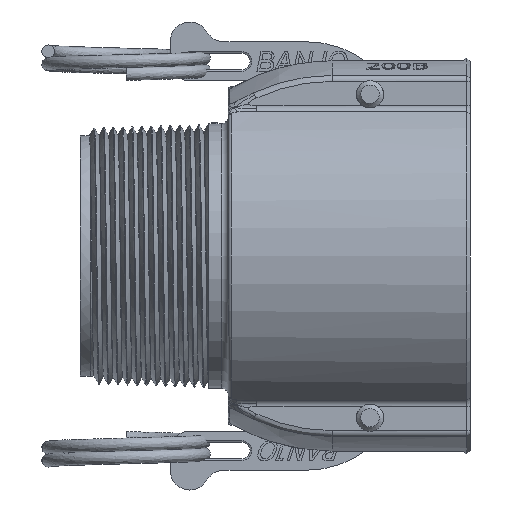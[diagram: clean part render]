
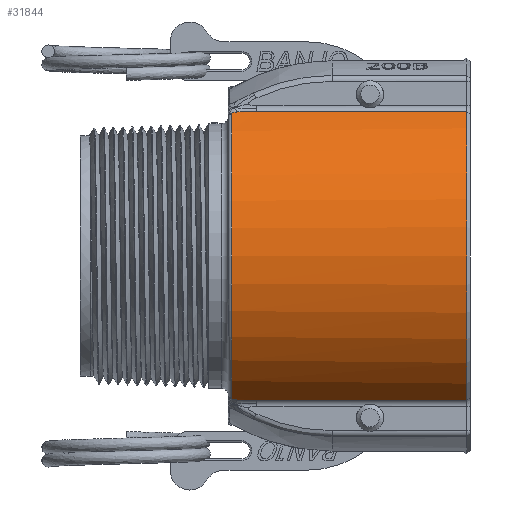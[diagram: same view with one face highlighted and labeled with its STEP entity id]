
A CAD part, front view. The second image highlights one B-rep face of the part: STEP entity #31844.
In plain terms, the highlighted cylindrical face has radius 39.37 mm (diameter 78.74 mm), a partial arc.
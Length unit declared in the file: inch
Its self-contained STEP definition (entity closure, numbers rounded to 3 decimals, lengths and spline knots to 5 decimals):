
#2389=LINE($,#45981,#4549);
#2391=LINE($,#46044,#4551);
#4549=VECTOR($,#36198,1.91868);
#4551=VECTOR($,#36202,1.91868);
#6861=CYLINDRICAL_SURFACE($,#33834,1.55);
#7193=FACE_OUTER_BOUND($,#9018,.T.);
#9018=EDGE_LOOP($,(#22141,#22142,#22143,#22144,#22145,#22146,#22147,#22148));
#10980=CIRCLE($,#33688,1.55);
#11071=CIRCLE($,#33830,1.55);
#11499=B_SPLINE_CURVE_WITH_KNOTS($,3,(#41726,#41727,#41728,#41729,#41730,
#41731),.UNSPECIFIED.,.F.,.F.,(4,2,4),(0.5,0.75,
1.),.UNSPECIFIED.);
#11501=B_SPLINE_CURVE_WITH_KNOTS($,3,(#41792,#41793,#41794,#41795,#41796,
#41797,#41798,#41799,#41800,#41801),.UNSPECIFIED.,.F.,.F.,(4,2,2,2,4),(0.,
0.0625,0.125,0.25,0.5),
 .UNSPECIFIED.);
#11521=B_SPLINE_CURVE_WITH_KNOTS($,3,(#42457,#42458,#42459,#42460,#42461,
#42462,#42463,#42464,#42465,#42466),.UNSPECIFIED.,.F.,.F.,(4,2,2,2,4),(0.5,
0.75,0.875,0.9375,1.),.UNSPECIFIED.);
#11523=B_SPLINE_CURVE_WITH_KNOTS($,3,(#42527,#42528,#42529,#42530,#42531,
#42532),.UNSPECIFIED.,.F.,.F.,(4,2,4),(0.,0.25,0.5),
 .UNSPECIFIED.);
#13330=VERTEX_POINT($,#41717);
#13331=VERTEX_POINT($,#41725);
#13333=VERTEX_POINT($,#41790);
#13354=VERTEX_POINT($,#42448);
#13355=VERTEX_POINT($,#42456);
#13357=VERTEX_POINT($,#42525);
#13473=VERTEX_POINT($,#43839);
#13474=VERTEX_POINT($,#43843);
#16544=EDGE_CURVE($,#13330,#13331,#11499,.T.);
#16548=EDGE_CURVE($,#13333,#13330,#11501,.T.);
#16578=EDGE_CURVE($,#13354,#13355,#11521,.T.);
#16582=EDGE_CURVE($,#13357,#13354,#11523,.T.);
#16741=EDGE_CURVE($,#13473,#13474,#10980,.T.);
#17057=EDGE_CURVE($,#13355,#13333,#11071,.T.);
#17059=EDGE_CURVE($,#13331,#13473,#2389,.T.);
#17063=EDGE_CURVE($,#13474,#13357,#2391,.T.);
#22141=ORIENTED_EDGE($,*,*,#16741,.F.);
#22142=ORIENTED_EDGE($,*,*,#17059,.F.);
#22143=ORIENTED_EDGE($,*,*,#16544,.F.);
#22144=ORIENTED_EDGE($,*,*,#16548,.F.);
#22145=ORIENTED_EDGE($,*,*,#17057,.F.);
#22146=ORIENTED_EDGE($,*,*,#16578,.F.);
#22147=ORIENTED_EDGE($,*,*,#16582,.F.);
#22148=ORIENTED_EDGE($,*,*,#17063,.F.);
#31844=ADVANCED_FACE($,(#7193),#6861,.T.);
#33688=AXIS2_PLACEMENT_3D($,#43844,#35823,#35824);
#33830=AXIS2_PLACEMENT_3D($,#45978,#36193,#36194);
#33834=AXIS2_PLACEMENT_3D($,#46046,#36205,#36206);
#35823=DIRECTION('center_axis',(1.,0.,0.));
#35824=DIRECTION('ref_axis',(0.,-1.,0.));
#36193=DIRECTION('center_axis',(-1.,0.,0.));
#36194=DIRECTION('ref_axis',(0.,-1.,0.));
#36198=DIRECTION($,(1.,0.,0.));
#36202=DIRECTION($,(-1.,0.,0.));
#36205=DIRECTION('center_axis',(1.,0.,0.));
#36206=DIRECTION('ref_axis',(0.,1.,0.));
#41717=CARTESIAN_POINT('',(0.08783,-0.81774,1.31674));
#41725=CARTESIAN_POINT('',(0.26132,-0.8087,1.32231));
#41726=CARTESIAN_POINT('Ctrl Pts',(0.08783,-0.81774,
1.31674));
#41727=CARTESIAN_POINT('Ctrl Pts',(0.10711,-0.81473,
1.31861));
#41728=CARTESIAN_POINT('Ctrl Pts',(0.1312,-0.81247,
1.32));
#41729=CARTESIAN_POINT('Ctrl Pts',(0.18903,-0.80945,
1.32185));
#41730=CARTESIAN_POINT('Ctrl Pts',(0.22276,-0.8087,
1.32231));
#41731=CARTESIAN_POINT('Ctrl Pts',(0.26132,-0.8087,
1.32231));
#41790=CARTESIAN_POINT('',(0.03,-0.84464,1.29965));
#41792=CARTESIAN_POINT('Ctrl Pts',(0.03,-0.84464,
1.29965));
#41793=CARTESIAN_POINT('Ctrl Pts',(0.03,-0.84315,
1.30061));
#41794=CARTESIAN_POINT('Ctrl Pts',(0.0303,-0.84171,
1.30155));
#41795=CARTESIAN_POINT('Ctrl Pts',(0.03151,-0.83892,
1.30335));
#41796=CARTESIAN_POINT('Ctrl Pts',(0.03241,-0.83757,
1.30421));
#41797=CARTESIAN_POINT('Ctrl Pts',(0.03602,-0.83366,
1.30672));
#41798=CARTESIAN_POINT('Ctrl Pts',(0.03964,-0.83123,
1.30827));
#41799=CARTESIAN_POINT('Ctrl Pts',(0.0541,-0.8245,
1.31253));
#41800=CARTESIAN_POINT('Ctrl Pts',(0.06855,-0.82075,
1.31487));
#41801=CARTESIAN_POINT('Ctrl Pts',(0.08783,-0.81774,
1.31674));
#42448=CARTESIAN_POINT('',(0.08783,-0.81774,-1.31674));
#42456=CARTESIAN_POINT('',(0.03,-0.84464,-1.29965));
#42457=CARTESIAN_POINT('Ctrl Pts',(0.08783,-0.81774,
-1.31674));
#42458=CARTESIAN_POINT('Ctrl Pts',(0.06855,-0.82075,
-1.31487));
#42459=CARTESIAN_POINT('Ctrl Pts',(0.0541,-0.8245,
-1.31253));
#42460=CARTESIAN_POINT('Ctrl Pts',(0.03964,-0.83123,
-1.30827));
#42461=CARTESIAN_POINT('Ctrl Pts',(0.03602,-0.83366,
-1.30672));
#42462=CARTESIAN_POINT('Ctrl Pts',(0.03241,-0.83757,
-1.30421));
#42463=CARTESIAN_POINT('Ctrl Pts',(0.03151,-0.83892,
-1.30335));
#42464=CARTESIAN_POINT('Ctrl Pts',(0.0303,-0.84171,
-1.30155));
#42465=CARTESIAN_POINT('Ctrl Pts',(0.03,-0.84315,
-1.30061));
#42466=CARTESIAN_POINT('Ctrl Pts',(0.03,-0.84464,
-1.29965));
#42525=CARTESIAN_POINT('',(0.26132,-0.8087,-1.32231));
#42527=CARTESIAN_POINT('Ctrl Pts',(0.26132,-0.8087,
-1.32231));
#42528=CARTESIAN_POINT('Ctrl Pts',(0.22276,-0.8087,
-1.32231));
#42529=CARTESIAN_POINT('Ctrl Pts',(0.18903,-0.80945,
-1.32185));
#42530=CARTESIAN_POINT('Ctrl Pts',(0.1312,-0.81247,
-1.32));
#42531=CARTESIAN_POINT('Ctrl Pts',(0.10711,-0.81473,
-1.31861));
#42532=CARTESIAN_POINT('Ctrl Pts',(0.08783,-0.81774,
-1.31674));
#43839=CARTESIAN_POINT('',(2.18,-0.8087,1.32231));
#43843=CARTESIAN_POINT('',(2.18,-0.8087,-1.32231));
#43844=CARTESIAN_POINT('Origin',(2.18,0.,0.));
#45978=CARTESIAN_POINT('Origin',(0.03,0.,
0.));
#45981=CARTESIAN_POINT($,(1.12,-0.8087,1.32231));
#46044=CARTESIAN_POINT($,(1.12,-0.8087,-1.32231));
#46046=CARTESIAN_POINT('Origin',(1.12,0.,0.));
